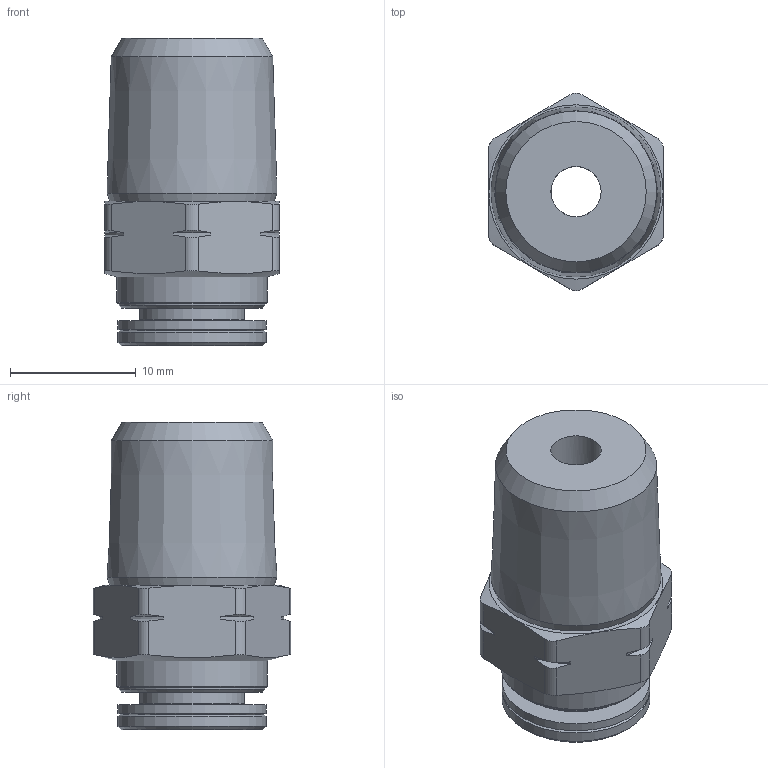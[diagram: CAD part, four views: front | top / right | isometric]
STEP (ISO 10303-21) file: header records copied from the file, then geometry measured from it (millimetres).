
FILE_DESCRIPTION(/* description */ ('STEP AP214'),/* implementation_level */ '2;1');
FILE_NAME(/* name */ '565320_CRQS-1_4-1_4-U',/* time_stamp */ '2024-08-08T20:08:11+02:00',/* author */ ('License CC BY-ND 4.0'),/* organization */ ('CADENAS'),/* preprocessor_version */ 'ST-DEVELOPER v19.3',/* originating_system */ 'PARTsolutions',/* authorisation */ ' ');
FILE_SCHEMA (('AUTOMOTIVE_DESIGN {1 0 10303 214 3 1 1}'));
Length unit declared in the file: millimetre
Products named in the file (1): 565320 CRQS-1/4-1/4-U
Bounding box: 13.89 x 15.72 x 24.5 mm (x, y, z)
Volume: 2664.7 mm3; surface area: 1815.4 mm2
Topology: 1 solids, 1 shells, 85 faces, 217 edges, 139 vertices
Faces by surface type: plane 31, cone 28, cylinder 25, torus 1
Full cylindrical faces by diameter (mm): 4 x1, 6.35 x1, 8.35 x1, 11.6 x1, 11.8 x2, 12 x1
Entity records: 2546 total; most frequent: CARTESIAN_POINT 624, ORIENTED_EDGE 394, DIRECTION 356, EDGE_CURVE 197, AXIS2_PLACEMENT_3D 139, VERTEX_POINT 137, EDGE_LOOP 110, FACE_BOUND 110
